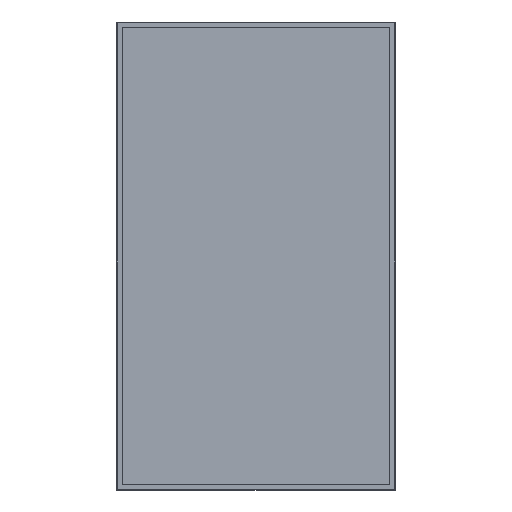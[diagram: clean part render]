
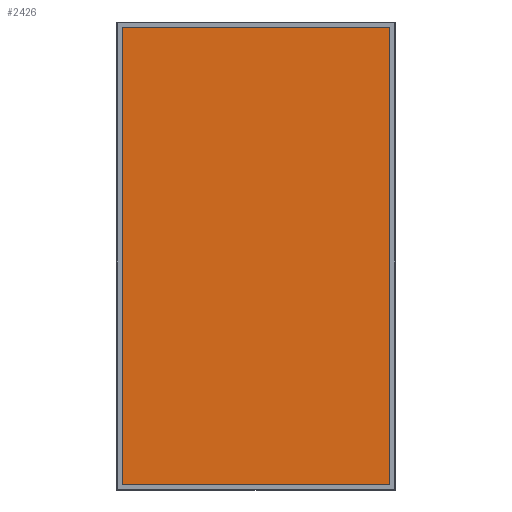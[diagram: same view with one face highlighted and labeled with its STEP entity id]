
A CAD part, top view. The second image highlights one B-rep face of the part: STEP entity #2426.
In plain terms, the highlighted planar face has unit normal (0, 0, 1).
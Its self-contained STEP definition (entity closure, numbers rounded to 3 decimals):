
#280=FACE_OUTER_BOUND('',#452,.T.);
#452=EDGE_LOOP('',(#2060,#2061,#2062,#2063));
#674=LINE('',#3881,#932);
#678=LINE('',#3889,#936);
#681=LINE('',#3895,#939);
#684=LINE('',#3900,#942);
#932=VECTOR('',#3183,10.);
#936=VECTOR('',#3189,10.);
#939=VECTOR('',#3194,10.);
#942=VECTOR('',#3199,10.);
#1170=VERTEX_POINT('',#3879);
#1171=VERTEX_POINT('',#3880);
#1174=VERTEX_POINT('',#3888);
#1176=VERTEX_POINT('',#3894);
#1470=EDGE_CURVE('',#1170,#1171,#674,.T.);
#1474=EDGE_CURVE('',#1171,#1174,#678,.T.);
#1477=EDGE_CURVE('',#1174,#1176,#681,.T.);
#1480=EDGE_CURVE('',#1176,#1170,#684,.T.);
#2060=ORIENTED_EDGE('',*,*,#1480,.T.);
#2061=ORIENTED_EDGE('',*,*,#1470,.T.);
#2062=ORIENTED_EDGE('',*,*,#1474,.T.);
#2063=ORIENTED_EDGE('',*,*,#1477,.T.);
#2306=PLANE('',#2647);
#2426=ADVANCED_FACE('',(#280),#2306,.T.);
#2647=AXIS2_PLACEMENT_3D('',#3902,#3201,#3202);
#3183=DIRECTION('',(0.,-1.,0.));
#3189=DIRECTION('',(1.,0.,0.));
#3194=DIRECTION('',(0.,1.,0.));
#3199=DIRECTION('',(-1.,0.,0.));
#3201=DIRECTION('center_axis',(0.,0.,1.));
#3202=DIRECTION('ref_axis',(1.,0.,0.));
#3879=CARTESIAN_POINT('',(-475.5,812.5,-3.));
#3880=CARTESIAN_POINT('',(-475.5,-812.5,-3.));
#3881=CARTESIAN_POINT('',(-475.5,812.5,-3.));
#3888=CARTESIAN_POINT('',(475.5,-812.5,-3.));
#3889=CARTESIAN_POINT('',(-475.5,-812.5,-3.));
#3894=CARTESIAN_POINT('',(475.5,812.5,-3.));
#3895=CARTESIAN_POINT('',(475.5,-812.5,-3.));
#3900=CARTESIAN_POINT('',(475.5,812.5,-3.));
#3902=CARTESIAN_POINT('Origin',(0.,0.,-3.));
